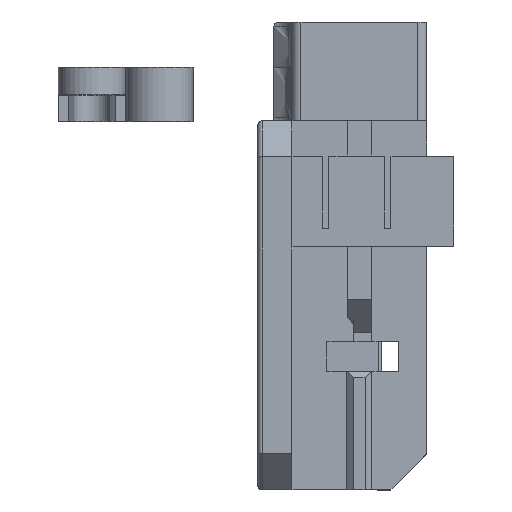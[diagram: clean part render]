
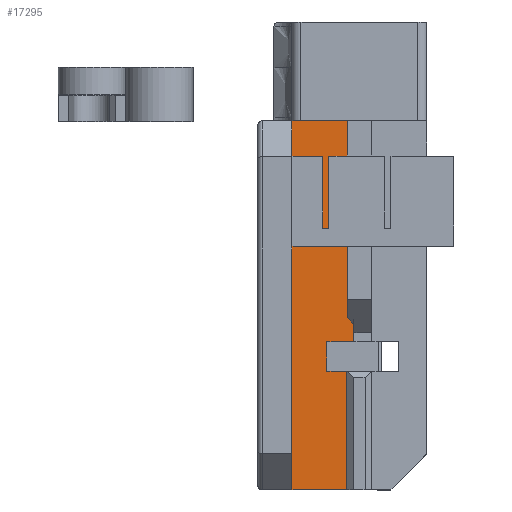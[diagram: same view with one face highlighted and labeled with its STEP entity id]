
A CAD part, top view. The second image highlights one B-rep face of the part: STEP entity #17295.
In plain terms, the highlighted face is planar.
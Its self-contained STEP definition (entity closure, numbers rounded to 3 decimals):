
#3162=FACE_OUTER_BOUND('',#4204,.T.);
#4204=EDGE_LOOP('',(#13600,#13601,#13602,#13603,#13604,#13605,#13606,#13607));
#5237=LINE('',#27766,#6368);
#5284=LINE('',#27906,#6415);
#5336=LINE('',#28079,#6467);
#5351=LINE('',#28119,#6482);
#5354=LINE('',#28124,#6485);
#5356=LINE('',#28127,#6487);
#5357=LINE('',#28128,#6488);
#5358=LINE('',#28129,#6489);
#6368=VECTOR('',#22110,10.);
#6415=VECTOR('',#22207,1000.);
#6467=VECTOR('',#22345,1000.);
#6482=VECTOR('',#22380,10.);
#6485=VECTOR('',#22385,10.);
#6487=VECTOR('',#22389,10.);
#6488=VECTOR('',#22390,1000.);
#6489=VECTOR('',#22391,10.);
#7711=VERTEX_POINT('',#27763);
#7712=VERTEX_POINT('',#27765);
#7757=VERTEX_POINT('',#27903);
#7758=VERTEX_POINT('',#27905);
#7821=VERTEX_POINT('',#28076);
#7822=VERTEX_POINT('',#28078);
#7837=VERTEX_POINT('',#28118);
#7838=VERTEX_POINT('',#28123);
#9761=EDGE_CURVE('',#7711,#7712,#5237,.T.);
#9821=EDGE_CURVE('',#7757,#7758,#5284,.T.);
#9902=EDGE_CURVE('',#7821,#7822,#5336,.T.);
#9923=EDGE_CURVE('',#7837,#7712,#5351,.T.);
#9926=EDGE_CURVE('',#7838,#7837,#5354,.T.);
#9928=EDGE_CURVE('',#7822,#7711,#5356,.T.);
#9929=EDGE_CURVE('',#7758,#7821,#5357,.T.);
#9930=EDGE_CURVE('',#7757,#7838,#5358,.F.);
#13600=ORIENTED_EDGE('',*,*,#9926,.T.);
#13601=ORIENTED_EDGE('',*,*,#9923,.T.);
#13602=ORIENTED_EDGE('',*,*,#9761,.F.);
#13603=ORIENTED_EDGE('',*,*,#9928,.F.);
#13604=ORIENTED_EDGE('',*,*,#9902,.F.);
#13605=ORIENTED_EDGE('',*,*,#9929,.F.);
#13606=ORIENTED_EDGE('',*,*,#9821,.F.);
#13607=ORIENTED_EDGE('',*,*,#9930,.T.);
#16749=PLANE('',#19010);
#17295=ADVANCED_FACE('',(#3162),#16749,.T.);
#19010=AXIS2_PLACEMENT_3D('',#28126,#22387,#22388);
#22110=DIRECTION('',(-1.,0.,0.));
#22207=DIRECTION('',(-1.,0.,0.));
#22345=DIRECTION('',(1.,0.,0.));
#22380=DIRECTION('',(0.,0.,1.));
#22385=DIRECTION('',(-1.,0.,0.));
#22387=DIRECTION('center_axis',(0.,-1.,0.));
#22388=DIRECTION('ref_axis',(1.,0.,0.));
#22389=DIRECTION('',(0.,0.,-1.));
#22390=DIRECTION('',(0.,0.,1.));
#22391=DIRECTION('',(0.,0.,-1.));
#27763=CARTESIAN_POINT('',(6.875,-3.9,-20.55));
#27765=CARTESIAN_POINT('',(3.875,-3.9,-20.55));
#27766=CARTESIAN_POINT('',(5.937,-3.9,-20.55));
#27903=CARTESIAN_POINT('',(6.075,-3.9,-37.));
#27905=CARTESIAN_POINT('',(0.,-3.9,-37.));
#27906=CARTESIAN_POINT('',(0.,-3.9,-37.));
#28076=CARTESIAN_POINT('',(0.,-3.9,4.));
#28078=CARTESIAN_POINT('',(6.875,-3.9,4.));
#28079=CARTESIAN_POINT('',(0.,-3.9,4.));
#28118=CARTESIAN_POINT('',(3.875,-3.9,-23.8));
#28119=CARTESIAN_POINT('',(3.875,-3.9,-25.775));
#28123=CARTESIAN_POINT('',(6.075,-3.9,-23.8));
#28124=CARTESIAN_POINT('',(1.937,-3.9,-23.8));
#28126=CARTESIAN_POINT('Origin',(0.,-3.9,
-37.));
#28127=CARTESIAN_POINT('',(6.875,-3.9,-14.55));
#28128=CARTESIAN_POINT('',(0.,-3.9,-37.));
#28129=CARTESIAN_POINT('',(6.075,-3.9,-37.952));
